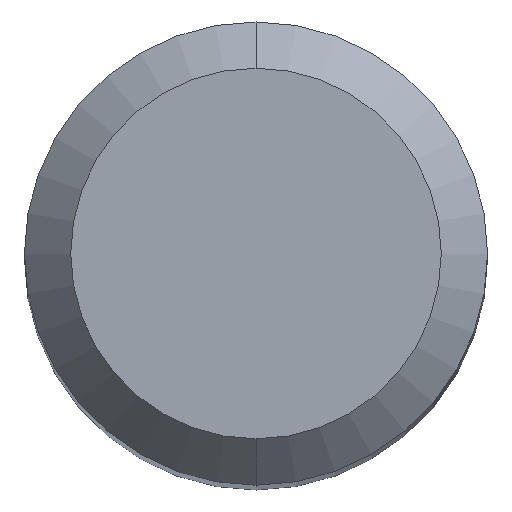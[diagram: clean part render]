
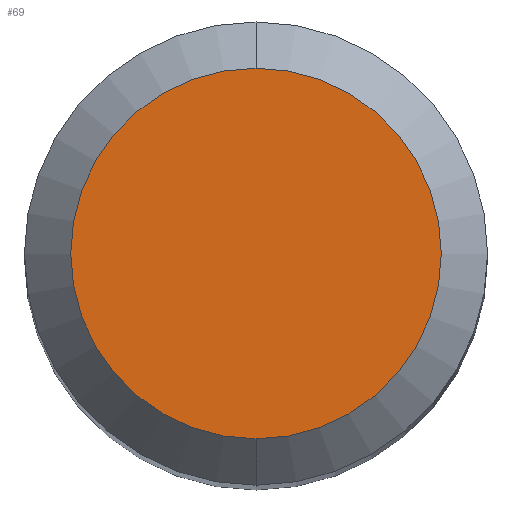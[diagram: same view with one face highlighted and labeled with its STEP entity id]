
A CAD part, top view. The second image highlights one B-rep face of the part: STEP entity #69.
In plain terms, the highlighted planar face has unit normal (0, 0, 1).
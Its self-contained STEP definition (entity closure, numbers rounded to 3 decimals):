
#69=ADVANCED_FACE('',(#143),#144,.T.);
#143=FACE_OUTER_BOUND('',#224,.T.);
#144=PLANE('',#225);
#224=EDGE_LOOP('',(#332,#333));
#225=AXIS2_PLACEMENT_3D('',#334,#335,#336);
#332=ORIENTED_EDGE('',*,*,#424,.F.);
#333=ORIENTED_EDGE('',*,*,#428,.F.);
#334=CARTESIAN_POINT('',(0.,1.2,36.));
#335=DIRECTION('',(0.,0.,1.0));
#336=DIRECTION('',(0.,-1.0,0.));
#424=EDGE_CURVE('',#497,#499,#500,.T.);
#428=EDGE_CURVE('',#499,#497,#504,.T.);
#497=VERTEX_POINT('',#577);
#499=VERTEX_POINT('',#580);
#500=CIRCLE('',#581,2.4);
#504=CIRCLE('',#586,2.4);
#577=CARTESIAN_POINT('',(0.,2.4,36.));
#580=CARTESIAN_POINT('',(0.,-2.4,36.));
#581=AXIS2_PLACEMENT_3D('',#644,#645,#646);
#586=AXIS2_PLACEMENT_3D('',#651,#652,#653);
#644=CARTESIAN_POINT('',(0.,0.0,36.));
#645=DIRECTION('',(0.,0.0,-1.0));
#646=DIRECTION('',(0.0,1.0,0.0));
#651=CARTESIAN_POINT('',(0.,0.0,36.));
#652=DIRECTION('',(0.,0.0,-1.0));
#653=DIRECTION('',(0.0,1.0,0.0));
